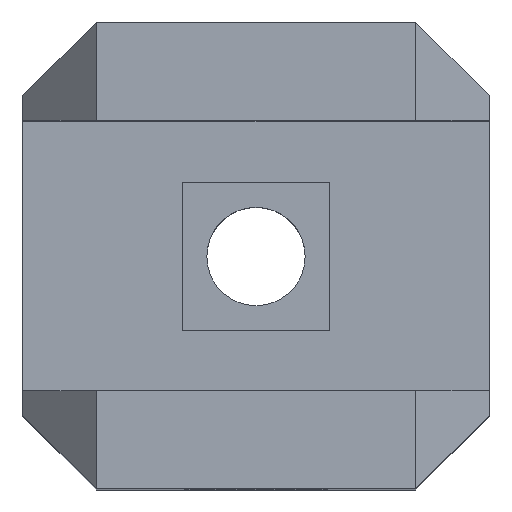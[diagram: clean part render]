
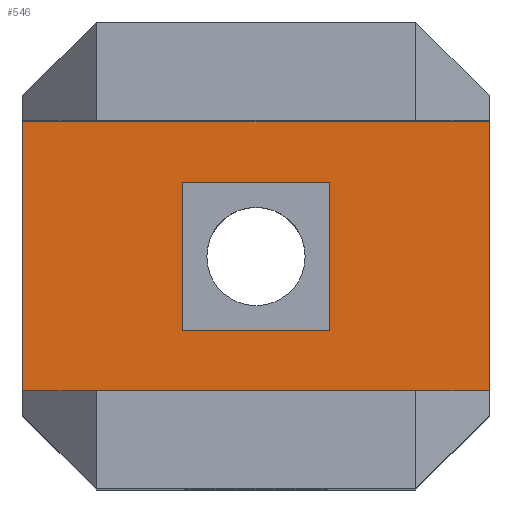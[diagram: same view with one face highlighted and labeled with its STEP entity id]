
A CAD part, top view. The second image highlights one B-rep face of the part: STEP entity #546.
In plain terms, the highlighted planar face has unit normal (0, 0, 1).
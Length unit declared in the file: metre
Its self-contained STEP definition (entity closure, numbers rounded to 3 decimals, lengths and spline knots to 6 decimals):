
#45=ORIENTED_EDGE('',*,*,#195,.F.);
#46=ORIENTED_EDGE('',*,*,#196,.T.);
#47=ORIENTED_EDGE('',*,*,#197,.T.);
#48=ORIENTED_EDGE('',*,*,#183,.F.);
#49=ORIENTED_EDGE('',*,*,#198,.F.);
#50=ORIENTED_EDGE('',*,*,#199,.T.);
#51=ORIENTED_EDGE('',*,*,#200,.T.);
#52=ORIENTED_EDGE('',*,*,#201,.F.);
#183=EDGE_CURVE('',#259,#260,#308,.T.);
#195=EDGE_CURVE('',#269,#259,#317,.T.);
#196=EDGE_CURVE('',#269,#270,#318,.T.);
#197=EDGE_CURVE('',#270,#260,#319,.T.);
#198=EDGE_CURVE('',#271,#272,#320,.T.);
#199=EDGE_CURVE('',#271,#273,#321,.T.);
#200=EDGE_CURVE('',#273,#274,#322,.T.);
#201=EDGE_CURVE('',#272,#274,#323,.T.);
#259=VERTEX_POINT('',#788);
#260=VERTEX_POINT('',#790);
#269=VERTEX_POINT('',#814);
#270=VERTEX_POINT('',#816);
#271=VERTEX_POINT('',#819);
#272=VERTEX_POINT('',#820);
#273=VERTEX_POINT('',#822);
#274=VERTEX_POINT('',#824);
#308=LINE('',#789,#378);
#317=LINE('',#813,#387);
#318=LINE('',#815,#388);
#319=LINE('',#817,#389);
#320=LINE('',#818,#390);
#321=LINE('',#821,#391);
#322=LINE('',#823,#392);
#323=LINE('',#825,#393);
#378=VECTOR('',#638,1.);
#387=VECTOR('',#659,1.);
#388=VECTOR('',#660,1.);
#389=VECTOR('',#661,1.);
#390=VECTOR('',#662,1.);
#391=VECTOR('',#663,1.);
#392=VECTOR('',#664,1.);
#393=VECTOR('',#665,1.);
#445=EDGE_LOOP('',(#45,#46,#47,#48));
#446=EDGE_LOOP('',(#49,#50,#51,#52));
#483=FACE_BOUND('',#445,.T.);
#484=FACE_BOUND('',#446,.T.);
#517=PLANE('',#593);
#546=ADVANCED_FACE('',(#483,#484),#517,.T.);
#593=AXIS2_PLACEMENT_3D('',#812,#657,#658);
#638=DIRECTION('',(1.,0.,0.));
#657=DIRECTION('',(0.,0.,1.));
#658=DIRECTION('',(1.,0.,0.));
#659=DIRECTION('',(0.,1.,0.));
#660=DIRECTION('',(1.,0.,0.));
#661=DIRECTION('',(0.,1.,0.));
#662=DIRECTION('',(0.,-1.,0.));
#663=DIRECTION('',(1.,0.,0.));
#664=DIRECTION('',(0.,-1.,0.));
#665=DIRECTION('',(1.,0.,0.));
#788=CARTESIAN_POINT('',(-0.0095,0.0055,0.));
#789=CARTESIAN_POINT('',(0.,0.0055,0.));
#790=CARTESIAN_POINT('',(0.0095,0.0055,0.));
#812=CARTESIAN_POINT('',(0.,0.,0.));
#813=CARTESIAN_POINT('',(-0.0095,0.,0.));
#814=CARTESIAN_POINT('',(-0.0095,-0.0055,0.));
#815=CARTESIAN_POINT('',(0.,-0.0055,0.));
#816=CARTESIAN_POINT('',(0.0095,-0.0055,0.));
#817=CARTESIAN_POINT('',(0.0095,0.,0.));
#818=CARTESIAN_POINT('',(-0.003,0.,0.));
#819=CARTESIAN_POINT('',(-0.003,0.003,0.));
#820=CARTESIAN_POINT('',(-0.003,-0.003,0.));
#821=CARTESIAN_POINT('',(0.,0.003,0.));
#822=CARTESIAN_POINT('',(0.003,0.003,0.));
#823=CARTESIAN_POINT('',(0.003,0.,0.));
#824=CARTESIAN_POINT('',(0.003,-0.003,0.));
#825=CARTESIAN_POINT('',(0.,-0.003,0.));
